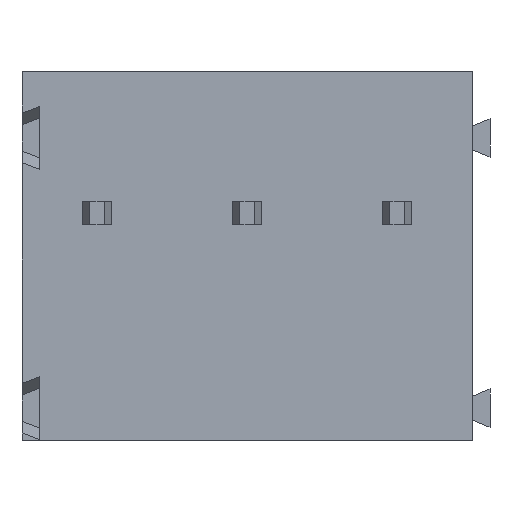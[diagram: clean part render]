
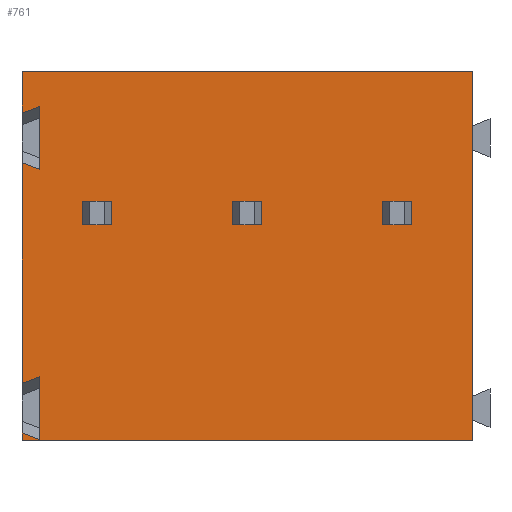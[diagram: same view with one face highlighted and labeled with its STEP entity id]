
A CAD part, front view. The second image highlights one B-rep face of the part: STEP entity #761.
In plain terms, the highlighted planar face has unit normal (0, -1, 0).
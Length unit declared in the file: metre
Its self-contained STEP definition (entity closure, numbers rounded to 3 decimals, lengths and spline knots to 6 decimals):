
#761=ADVANCED_FACE('',(#1645,#1646,#1647,#1648),#1649,.T.);
#1645=FACE_BOUND('',#2641,.T.);
#1646=FACE_BOUND('',#2642,.T.);
#1647=FACE_BOUND('',#2643,.T.);
#1648=FACE_OUTER_BOUND('',#2644,.T.);
#1649=PLANE('',#2645);
#2641=EDGE_LOOP('',(#4948,#4949,#4950,#4951));
#2642=EDGE_LOOP('',(#4952,#4953,#4954,#4955));
#2643=EDGE_LOOP('',(#4956,#4957,#4958,#4959));
#2644=EDGE_LOOP('',(#4960,#4961,#4962,#4963,#4964,#4965,#4966,#4967,#4968,#4969,#4970,#4971));
#2645=AXIS2_PLACEMENT_3D('',#4972,#4973,#4974);
#4948=ORIENTED_EDGE('',*,*,#6745,.F.);
#4949=ORIENTED_EDGE('',*,*,#6236,.F.);
#4950=ORIENTED_EDGE('',*,*,#6952,.T.);
#4951=ORIENTED_EDGE('',*,*,#6011,.F.);
#4952=ORIENTED_EDGE('',*,*,#6960,.F.);
#4953=ORIENTED_EDGE('',*,*,#6961,.F.);
#4954=ORIENTED_EDGE('',*,*,#6787,.T.);
#4955=ORIENTED_EDGE('',*,*,#6807,.F.);
#4956=ORIENTED_EDGE('',*,*,#6792,.F.);
#4957=ORIENTED_EDGE('',*,*,#6888,.F.);
#4958=ORIENTED_EDGE('',*,*,#6962,.T.);
#4959=ORIENTED_EDGE('',*,*,#6904,.F.);
#4960=ORIENTED_EDGE('',*,*,#6679,.T.);
#4961=ORIENTED_EDGE('',*,*,#6320,.T.);
#4962=ORIENTED_EDGE('',*,*,#6921,.T.);
#4963=ORIENTED_EDGE('',*,*,#5983,.T.);
#4964=ORIENTED_EDGE('',*,*,#6675,.T.);
#4965=ORIENTED_EDGE('',*,*,#6616,.T.);
#4966=ORIENTED_EDGE('',*,*,#6963,.F.);
#4967=ORIENTED_EDGE('',*,*,#6943,.F.);
#4968=ORIENTED_EDGE('',*,*,#6681,.T.);
#4969=ORIENTED_EDGE('',*,*,#6572,.T.);
#4970=ORIENTED_EDGE('',*,*,#6964,.F.);
#4971=ORIENTED_EDGE('',*,*,#6965,.T.);
#4972=CARTESIAN_POINT('',(-0.052567,-0.009498,-0.0125));
#4973=DIRECTION('',(0.,-1.0,0.));
#4974=DIRECTION('',(0.,0.,1.0));
#5983=EDGE_CURVE('',#7165,#7169,#7171,.T.);
#6011=EDGE_CURVE('',#7220,#7223,#7224,.T.);
#6236=EDGE_CURVE('',#7620,#7622,#7623,.T.);
#6320=EDGE_CURVE('',#7758,#7762,#7764,.T.);
#6572=EDGE_CURVE('',#8160,#8158,#8161,.T.);
#6616=EDGE_CURVE('',#8230,#8227,#8231,.T.);
#6675=EDGE_CURVE('',#7169,#8230,#8317,.T.);
#6679=EDGE_CURVE('',#8323,#7758,#8324,.T.);
#6681=EDGE_CURVE('',#8326,#8160,#8327,.T.);
#6745=EDGE_CURVE('',#7622,#7220,#8421,.T.);
#6787=EDGE_CURVE('',#8474,#8475,#8476,.T.);
#6792=EDGE_CURVE('',#8481,#8483,#8484,.T.);
#6807=EDGE_CURVE('',#8503,#8475,#8506,.T.);
#6888=EDGE_CURVE('',#8613,#8481,#8615,.T.);
#6904=EDGE_CURVE('',#8483,#8637,#8638,.T.);
#6921=EDGE_CURVE('',#7762,#7165,#8662,.T.);
#6943=EDGE_CURVE('',#8326,#8686,#8687,.T.);
#6952=EDGE_CURVE('',#7620,#7223,#8698,.T.);
#6960=EDGE_CURVE('',#8707,#8503,#8708,.T.);
#6961=EDGE_CURVE('',#8474,#8707,#8709,.T.);
#6962=EDGE_CURVE('',#8613,#8637,#8710,.T.);
#6963=EDGE_CURVE('',#8686,#8227,#8711,.T.);
#6964=EDGE_CURVE('',#8712,#8158,#8713,.T.);
#6965=EDGE_CURVE('',#8712,#8323,#8714,.T.);
#7165=VERTEX_POINT('',#8930);
#7169=VERTEX_POINT('',#8936);
#7171=LINE('',#8939,#8940);
#7220=VERTEX_POINT('',#9011);
#7223=VERTEX_POINT('',#9015);
#7224=LINE('',#9016,#9017);
#7620=VERTEX_POINT('',#9574);
#7622=VERTEX_POINT('',#9577);
#7623=LINE('',#9578,#9579);
#7758=VERTEX_POINT('',#9776);
#7762=VERTEX_POINT('',#9782);
#7764=LINE('',#9785,#9786);
#8158=VERTEX_POINT('',#10371);
#8160=VERTEX_POINT('',#10374);
#8161=LINE('',#10375,#10376);
#8227=VERTEX_POINT('',#10471);
#8230=VERTEX_POINT('',#10475);
#8231=LINE('',#10476,#10477);
#8317=LINE('',#10610,#10611);
#8323=VERTEX_POINT('',#10620);
#8324=LINE('',#10621,#10622);
#8326=VERTEX_POINT('',#10625);
#8327=LINE('',#10626,#10627);
#8421=LINE('',#10771,#10772);
#8474=VERTEX_POINT('',#10848);
#8475=VERTEX_POINT('',#10849);
#8476=LINE('',#10850,#10851);
#8481=VERTEX_POINT('',#10858);
#8483=VERTEX_POINT('',#10861);
#8484=LINE('',#10862,#10863);
#8503=VERTEX_POINT('',#10891);
#8506=LINE('',#10895,#10896);
#8613=VERTEX_POINT('',#11058);
#8615=LINE('',#11061,#11062);
#8637=VERTEX_POINT('',#11095);
#8638=LINE('',#11096,#11097);
#8662=LINE('',#11134,#11135);
#8686=VERTEX_POINT('',#11168);
#8687=LINE('',#11169,#11170);
#8698=LINE('',#11188,#11189);
#8707=VERTEX_POINT('',#11202);
#8708=LINE('',#11203,#11204);
#8709=LINE('',#11205,#11206);
#8710=LINE('',#11207,#11208);
#8711=LINE('',#11209,#11210);
#8712=VERTEX_POINT('',#11211);
#8713=LINE('',#11212,#11213);
#8714=LINE('',#11214,#11215);
#8930=CARTESIAN_POINT('',(-0.051967,-0.009498,-0.012464));
#8936=CARTESIAN_POINT('',(-0.052567,-0.009498,-0.012239));
#8939=CARTESIAN_POINT('',(-0.052481,-0.009498,-0.012271));
#8940=VECTOR('',#11518,1.0);
#9011=CARTESIAN_POINT('',(-0.050527,-0.009498,-0.0052));
#9015=CARTESIAN_POINT('',(-0.049527,-0.009498,-0.0052));
#9016=CARTESIAN_POINT('',(-0.052567,-0.009498,-0.0052));
#9017=VECTOR('',#11542,1.0);
#9574=CARTESIAN_POINT('',(-0.049527,-0.009498,-0.0044));
#9577=CARTESIAN_POINT('',(-0.050527,-0.009498,-0.0044));
#9578=CARTESIAN_POINT('',(-0.052567,-0.009498,-0.0044));
#9579=VECTOR('',#11759,1.0);
#9776=CARTESIAN_POINT('',(-0.052567,-0.009498,-0.010561));
#9782=CARTESIAN_POINT('',(-0.051967,-0.009498,-0.010336));
#9785=CARTESIAN_POINT('',(-0.053204,-0.009498,-0.0108));
#9786=VECTOR('',#11831,1.0);
#10371=CARTESIAN_POINT('',(-0.051967,-0.009498,-0.00119));
#10374=CARTESIAN_POINT('',(-0.052567,-0.009498,-0.001415));
#10375=CARTESIAN_POINT('',(-0.052095,-0.009498,-0.001238));
#10376=VECTOR('',#12048,1.0);
#10471=CARTESIAN_POINT('',(-0.037327,-0.009498,-0.0125));
#10475=CARTESIAN_POINT('',(-0.052567,-0.009498,-0.0125));
#10476=CARTESIAN_POINT('',(-0.052567,-0.009498,-0.0125));
#10477=VECTOR('',#12091,1.0);
#10610=CARTESIAN_POINT('',(-0.052567,-0.009498,-0.0125));
#10611=VECTOR('',#12142,1.0);
#10620=CARTESIAN_POINT('',(-0.052567,-0.009498,-0.003092));
#10621=CARTESIAN_POINT('',(-0.052567,-0.009498,-0.0125));
#10622=VECTOR('',#12146,1.0);
#10625=CARTESIAN_POINT('',(-0.052567,-0.009498,0.));
#10626=CARTESIAN_POINT('',(-0.052567,-0.009498,-0.0125));
#10627=VECTOR('',#12148,1.0);
#10771=CARTESIAN_POINT('',(-0.050527,-0.009498,-0.0125));
#10772=VECTOR('',#12202,1.0);
#10848=CARTESIAN_POINT('',(-0.044447,-0.009498,-0.0044));
#10849=CARTESIAN_POINT('',(-0.044447,-0.009498,-0.0052));
#10850=CARTESIAN_POINT('',(-0.044447,-0.009498,-0.0125));
#10851=VECTOR('',#12235,1.0);
#10858=CARTESIAN_POINT('',(-0.040367,-0.009498,-0.0044));
#10861=CARTESIAN_POINT('',(-0.040367,-0.009498,-0.0052));
#10862=CARTESIAN_POINT('',(-0.040367,-0.009498,-0.0125));
#10863=VECTOR('',#12239,1.0);
#10891=CARTESIAN_POINT('',(-0.045447,-0.009498,-0.0052));
#10895=CARTESIAN_POINT('',(-0.052567,-0.009498,-0.0052));
#10896=VECTOR('',#12250,1.0);
#11058=CARTESIAN_POINT('',(-0.039367,-0.009498,-0.0044));
#11061=CARTESIAN_POINT('',(-0.052567,-0.009498,-0.0044));
#11062=VECTOR('',#12313,1.0);
#11095=CARTESIAN_POINT('',(-0.039367,-0.009498,-0.0052));
#11096=CARTESIAN_POINT('',(-0.052567,-0.009498,-0.0052));
#11097=VECTOR('',#12325,1.0);
#11134=CARTESIAN_POINT('',(-0.051967,-0.009498,-0.0125));
#11135=VECTOR('',#12339,1.0);
#11168=CARTESIAN_POINT('',(-0.037327,-0.009498,0.));
#11169=CARTESIAN_POINT('',(-0.052567,-0.009498,0.));
#11170=VECTOR('',#12352,1.0);
#11188=CARTESIAN_POINT('',(-0.049527,-0.009498,-0.0125));
#11189=VECTOR('',#12360,1.0);
#11202=CARTESIAN_POINT('',(-0.045447,-0.009498,-0.0044));
#11203=CARTESIAN_POINT('',(-0.045447,-0.009498,-0.0125));
#11204=VECTOR('',#12365,1.0);
#11205=CARTESIAN_POINT('',(-0.052567,-0.009498,-0.0044));
#11206=VECTOR('',#12366,1.0);
#11207=CARTESIAN_POINT('',(-0.039367,-0.009498,-0.0125));
#11208=VECTOR('',#12367,1.0);
#11209=CARTESIAN_POINT('',(-0.037327,-0.009498,-0.0125));
#11210=VECTOR('',#12368,1.0);
#11211=CARTESIAN_POINT('',(-0.051967,-0.009498,-0.003317));
#11212=CARTESIAN_POINT('',(-0.051967,-0.009498,-0.0125));
#11213=VECTOR('',#12369,1.0);
#11214=CARTESIAN_POINT('',(-0.052695,-0.009498,-0.003044));
#11215=VECTOR('',#12370,1.0);
#11518=DIRECTION('',(-0.936,0.,0.351));
#11542=DIRECTION('',(1.0,0.,0.));
#11759=DIRECTION('',(-1.0,0.,0.));
#11831=DIRECTION('',(0.936,0.,0.351));
#12048=DIRECTION('',(0.936,0.,0.351));
#12091=DIRECTION('',(1.0,0.,0.));
#12142=DIRECTION('',(0.,0.,-1.0));
#12146=DIRECTION('',(0.,0.,-1.0));
#12148=DIRECTION('',(0.,0.,-1.0));
#12202=DIRECTION('',(0.,0.,-1.0));
#12235=DIRECTION('',(0.,0.,-1.0));
#12239=DIRECTION('',(0.,0.,-1.0));
#12250=DIRECTION('',(1.0,0.,0.));
#12313=DIRECTION('',(-1.0,0.,0.));
#12325=DIRECTION('',(1.0,0.,0.));
#12339=DIRECTION('',(0.,0.,-1.0));
#12352=DIRECTION('',(1.0,0.,0.));
#12360=DIRECTION('',(0.,0.,-1.0));
#12365=DIRECTION('',(0.,0.,-1.0));
#12366=DIRECTION('',(-1.0,0.,0.));
#12367=DIRECTION('',(0.,0.,-1.0));
#12368=DIRECTION('',(0.,0.,-1.0));
#12369=DIRECTION('',(0.,0.,1.0));
#12370=DIRECTION('',(-0.936,0.,0.351));
